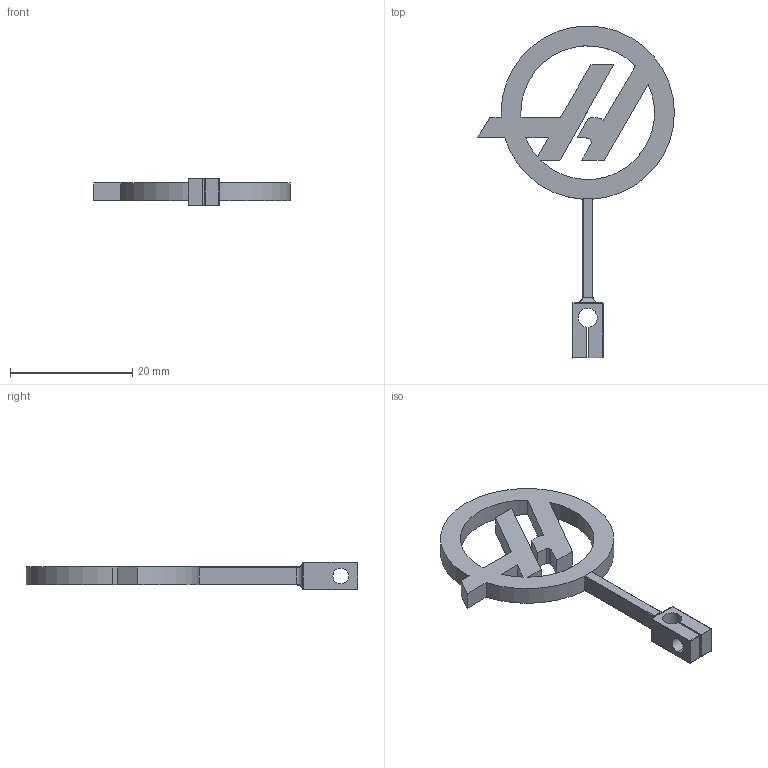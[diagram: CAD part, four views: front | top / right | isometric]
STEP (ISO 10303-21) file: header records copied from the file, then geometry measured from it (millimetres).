
FILE_DESCRIPTION (( 'STEP AP203' ), '1' );
FILE_NAME ('pendulumtest_Default_sldprt.STEP', '2023-01-21T20:28:48', ( '' ), ( '' ), 'SwSTEP 2.0', 'SolidWorks 2022', '' );
FILE_SCHEMA (( 'CONFIG_CONTROL_DESIGN' ));
Length unit declared in the file: metre
Products named in the file (1): pendulumtest_Default_sldprt
Bounding box: 32.16 x 54.27 x 4.5 mm (x, y, z)
Volume: 1415.9 mm3; surface area: 1977.5 mm2
Topology: 1 solids, 1 shells, 106 faces, 276 edges, 164 vertices
Faces by surface type: cylinder 45, plane 31, sphere 12, bspline 10, torus 8
Entity records: 3605 total; most frequent: CARTESIAN_POINT 1019, ORIENTED_EDGE 536, DIRECTION 518, EDGE_CURVE 268, AXIS2_PLACEMENT_3D 195, VERTEX_POINT 164, LINE 128, VECTOR 128
